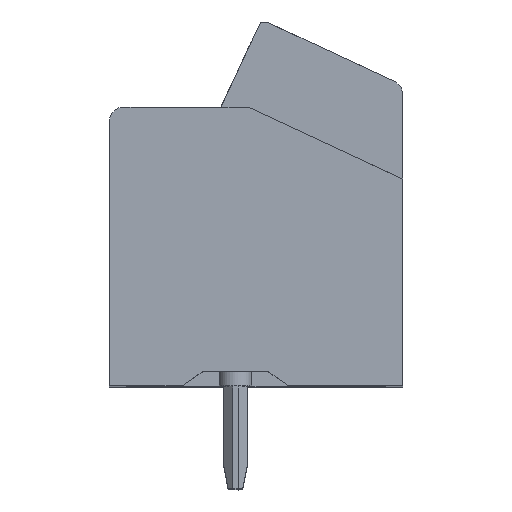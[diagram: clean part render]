
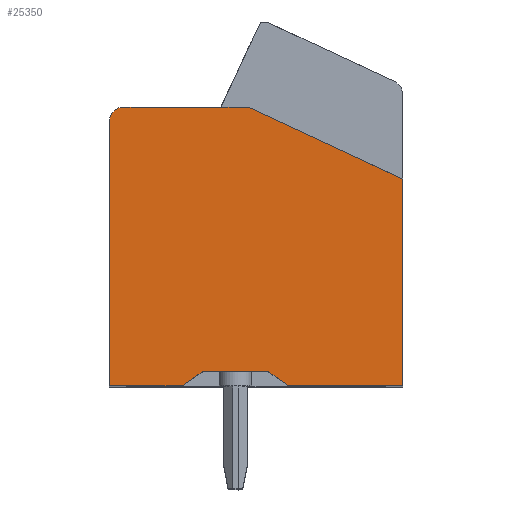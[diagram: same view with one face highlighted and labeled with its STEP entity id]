
A CAD part, top view. The second image highlights one B-rep face of the part: STEP entity #25350.
In plain terms, the highlighted planar face has unit normal (0, 0, 1).
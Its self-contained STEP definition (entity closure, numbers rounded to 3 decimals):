
#3840=CARTESIAN_POINT('',(31.516,44.926,
1.9));
#3850=VERTEX_POINT('',#3840);
#4000=CARTESIAN_POINT('',(31.516,39.129,
1.9));
#4010=VERTEX_POINT('',#4000);
#4040=CARTESIAN_POINT('',(31.516,44.156,1.9));
#4050=DIRECTION('',(0.,-1.,0.));
#4060=VECTOR('',#4050,1.);
#4070=LINE('',#4040,#4060);
#4080=EDGE_CURVE('',#3850,#4010,#4070,.T.);
#12330=CARTESIAN_POINT('',(31.117,45.784,
1.9));
#12340=VERTEX_POINT('',#12330);
#12390=CARTESIAN_POINT('',(31.875,44.156,1.9))
;
#12400=DIRECTION('',(0.423,-0.906,
0.));
#12410=VECTOR('',#12400,1.);
#12420=LINE('',#12390,#12410);
#12430=EDGE_CURVE('',#12340,#3850,#12420,.T.);
#14630=CARTESIAN_POINT('',(21.951,42.96,
1.9));
#14640=VERTEX_POINT('',#14630);
#14670=CARTESIAN_POINT('',(31.861,37.238,
1.9));
#14680=DIRECTION('',(-0.866,0.5,0.));
#14690=VECTOR('',#14680,1.);
#14700=LINE('',#14670,#14690);
#14710=CARTESIAN_POINT('',(22.706,42.524,
1.9));
#14720=VERTEX_POINT('',#14710);
#14730=EDGE_CURVE('',#14720,#14640,#14700,.T.);
#24640=CARTESIAN_POINT('',(29.568,47.69,
1.9));
#24650=DIRECTION('',(0.,0.,1.));
#24660=DIRECTION('',(0.423,-0.906,
0.));
#24670=AXIS2_PLACEMENT_3D('',#24640,#24650,#24660);
#24680=PLANE('',#24670);
#24690=ORIENTED_EDGE('',*,*,#4080,.F.);
#24700=CARTESIAN_POINT('',(31.861,39.29,
1.9));
#24710=DIRECTION('',(0.906,0.423,
0.));
#24720=VECTOR('',#24710,1.);
#24730=LINE('',#24700,#24720);
#24740=CARTESIAN_POINT('',(25.127,36.15,
1.9));
#24750=VERTEX_POINT('',#24740);
#24760=EDGE_CURVE('',#24750,#4010,#24730,.T.);
#24770=ORIENTED_EDGE('',*,*,#24760,.T.);
#24780=CARTESIAN_POINT('',(21.393,44.156,
1.9));
#24790=DIRECTION('',(-0.423,0.906,0.));
#24800=VECTOR('',#24790,1.);
#24810=LINE('',#24780,#24800);
#24820=CARTESIAN_POINT('',(23.485,39.671,
1.9));
#24830=VERTEX_POINT('',#24820);
#24840=EDGE_CURVE('',#24750,#24830,#24810,.T.);
#24850=ORIENTED_EDGE('',*,*,#24840,.F.);
#24860=CARTESIAN_POINT('',(24.275,44.156,
1.9));
#24870=DIRECTION('',(0.174,0.985,
0.));
#24880=VECTOR('',#24870,1.);
#24890=LINE('',#24860,#24880);
#24900=CARTESIAN_POINT('',(23.636,40.53,
1.9));
#24910=VERTEX_POINT('',#24900);
#24920=EDGE_CURVE('',#24830,#24910,#24890,.T.);
#24930=ORIENTED_EDGE('',*,*,#24920,.F.);
#24940=CARTESIAN_POINT('',(21.945,44.156,
1.9));
#24950=DIRECTION('',(-0.423,0.906,0.));
#24960=VECTOR('',#24950,1.);
#24970=LINE('',#24940,#24960);
#24980=EDGE_CURVE('',#24910,#14720,#24970,.T.);
#24990=ORIENTED_EDGE('',*,*,#24980,.F.);
#25000=ORIENTED_EDGE('',*,*,#14730,.F.);
#25010=CARTESIAN_POINT('',(21.393,44.156,
1.9));
#25020=DIRECTION('',(-0.423,0.906,0.));
#25030=VECTOR('',#25020,1.);
#25040=LINE('',#25010,#25030);
#25050=CARTESIAN_POINT('',(20.901,45.213,
1.9));
#25060=VERTEX_POINT('',#25050);
#25070=EDGE_CURVE('',#14640,#25060,#25040,.T.);
#25080=ORIENTED_EDGE('',*,*,#25070,.F.);
#25090=CARTESIAN_POINT('',(31.861,50.323,
1.9));
#25100=DIRECTION('',(0.906,0.423,
0.));
#25110=VECTOR('',#25100,1.);
#25120=LINE('',#25090,#25110);
#25130=CARTESIAN_POINT('',(29.057,49.016,
1.9));
#25140=VERTEX_POINT('',#25130);
#25150=EDGE_CURVE('',#25060,#25140,#25120,.T.);
#25160=ORIENTED_EDGE('',*,*,#25150,.F.);
#25170=CARTESIAN_POINT('',(29.269,48.563,
1.9));
#25180=DIRECTION('',(0.,0.,1.));
#25190=DIRECTION('',(1.,0.,0.));
#25200=AXIS2_PLACEMENT_3D('',#25170,#25180,#25190);
#25210=CIRCLE('',#25200,0.5);
#25220=CARTESIAN_POINT('',(29.722,48.774,
1.9));
#25230=VERTEX_POINT('',#25220);
#25240=EDGE_CURVE('',#25230,#25140,#25210,.T.);
#25250=ORIENTED_EDGE('',*,*,#25240,.T.);
#25260=CARTESIAN_POINT('',(31.875,44.156,
1.9));
#25270=DIRECTION('',(0.423,-0.906,
0.));
#25280=VECTOR('',#25270,1.);
#25290=LINE('',#25260,#25280);
#25300=EDGE_CURVE('',#25230,#12340,#25290,.T.);
#25310=ORIENTED_EDGE('',*,*,#25300,.F.);
#25320=ORIENTED_EDGE('',*,*,#12430,.F.);
#25330=EDGE_LOOP('',(#25320,#25310,#25250,#25160,#25080,#25000,#24990,
#24930,#24850,#24770,#24690));
#25340=FACE_OUTER_BOUND('',#25330,.T.);
#25350=ADVANCED_FACE('',(#25340),#24680,.T.);
